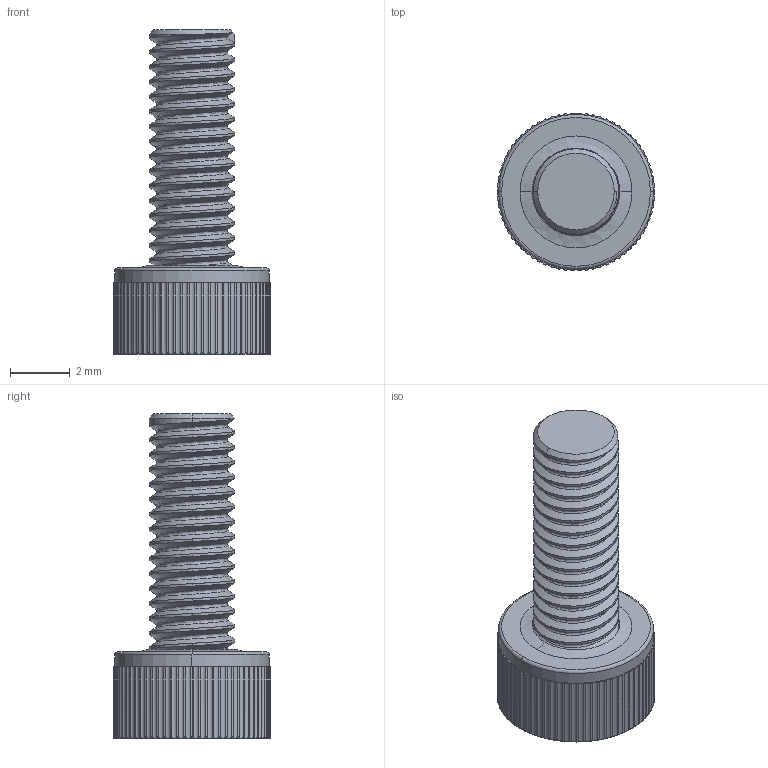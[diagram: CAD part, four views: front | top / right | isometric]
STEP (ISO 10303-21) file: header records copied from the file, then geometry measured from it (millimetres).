
FILE_DESCRIPTION (( 'STEP AP214' ), '1' );
FILE_NAME ('M3X8-screw.STEP', '2022-05-02T08:28:13', ( '' ), ( '' ), 'SwSTEP 2.0', 'SolidWorks 2021', '' );
FILE_SCHEMA (( 'AUTOMOTIVE_DESIGN' ));
Length unit declared in the file: millimetre
Products named in the file (1): M3X8-screw
Bounding box: 5.3 x 5.3 x 10.9 mm (x, y, z)
Volume: 98.9 mm3; surface area: 209 mm2
Topology: 1 solids, 1 shells, 209 faces, 600 edges, 396 vertices
Faces by surface type: cylinder 181, plane 13, bspline 8, torus 5, cone 2
Entity records: 13030 total; most frequent: CARTESIAN_POINT 7705, ORIENTED_EDGE 1200, DIRECTION 1084, EDGE_CURVE 600, AXIS2_PLACEMENT_3D 437, VERTEX_POINT 396, CIRCLE 235, EDGE_LOOP 212
